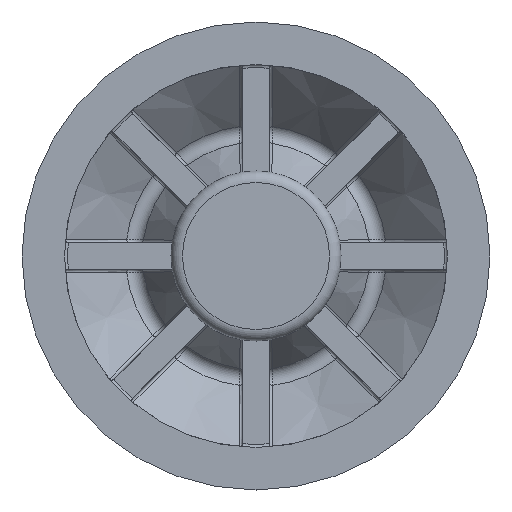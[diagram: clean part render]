
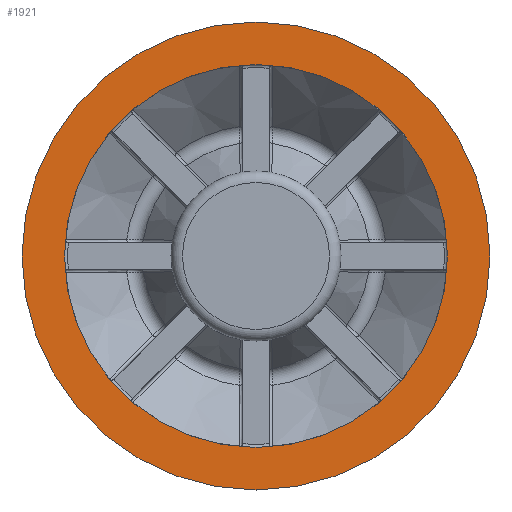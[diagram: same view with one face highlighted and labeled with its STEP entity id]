
A CAD part, front view. The second image highlights one B-rep face of the part: STEP entity #1921.
In plain terms, the highlighted planar face has unit normal (0, -1, 0).
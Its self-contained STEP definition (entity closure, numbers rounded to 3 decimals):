
#48=PLANE('',#2111);
#157=FACE_BOUND('',#328,.T.);
#192=FACE_OUTER_BOUND('',#327,.T.);
#327=EDGE_LOOP('',(#1414));
#328=EDGE_LOOP('',(#1415));
#630=CIRCLE('',#2046,18.);
#646=CIRCLE('',#2063,22.);
#758=VERTEX_POINT('',#2963);
#789=VERTEX_POINT('',#3203);
#961=EDGE_CURVE('',#758,#758,#630,.T.);
#993=EDGE_CURVE('',#789,#789,#646,.T.);
#1414=ORIENTED_EDGE('',*,*,#993,.F.);
#1415=ORIENTED_EDGE('',*,*,#961,.T.);
#1921=ADVANCED_FACE('',(#192,#157),#48,.T.);
#2046=AXIS2_PLACEMENT_3D('',#2964,#2280,#2281);
#2063=AXIS2_PLACEMENT_3D('',#3204,#2314,#2315);
#2111=AXIS2_PLACEMENT_3D('',#3779,#2410,#2411);
#2280=DIRECTION('center_axis',(0.,1.,0.));
#2281=DIRECTION('ref_axis',(0.,0.,1.));
#2314=DIRECTION('center_axis',(0.,1.,0.));
#2315=DIRECTION('ref_axis',(0.,0.,1.));
#2410=DIRECTION('center_axis',(0.,-1.,0.));
#2411=DIRECTION('ref_axis',(0.,0.,-1.));
#2963=CARTESIAN_POINT('',(0.,-1.,18.));
#2964=CARTESIAN_POINT('Origin',(0.,-1.,0.));
#3203=CARTESIAN_POINT('',(0.,-1.,22.));
#3204=CARTESIAN_POINT('Origin',(0.,-1.,0.));
#3779=CARTESIAN_POINT('Origin',(-22.,-1.,0.));
